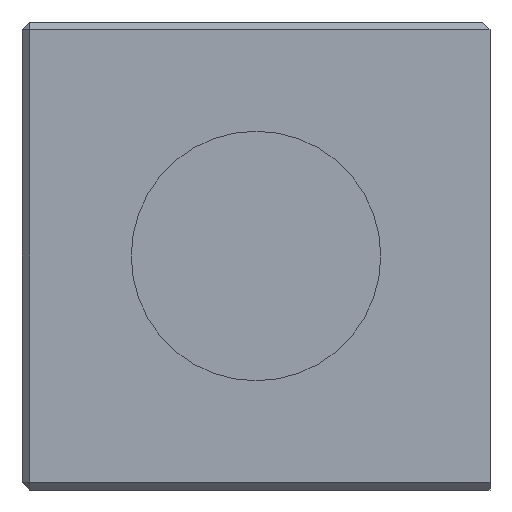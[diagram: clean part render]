
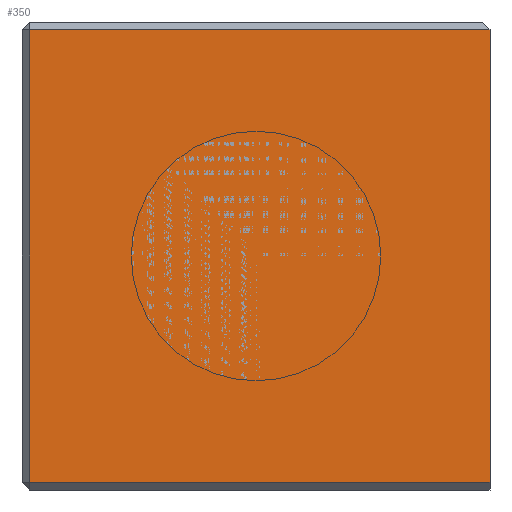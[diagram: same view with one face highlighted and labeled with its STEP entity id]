
A CAD part, front view. The second image highlights one B-rep face of the part: STEP entity #350.
In plain terms, the highlighted planar face has unit normal (0, -1, 0).
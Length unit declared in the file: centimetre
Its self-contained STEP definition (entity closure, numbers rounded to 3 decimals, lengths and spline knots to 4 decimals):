
#42=FACE_OUTER_BOUND('',#67,.T.);
#67=EDGE_LOOP('',(#281,#282,#283,#284));
#86=LINE('',#508,#126);
#92=LINE('',#521,#132);
#94=LINE('',#524,#134);
#117=LINE('',#565,#157);
#126=VECTOR('',#406,1.);
#132=VECTOR('',#416,1.);
#134=VECTOR('',#420,1.);
#157=VECTOR('',#463,1.);
#162=VERTEX_POINT('',#498);
#166=VERTEX_POINT('',#507);
#169=VERTEX_POINT('',#514);
#171=VERTEX_POINT('',#519);
#190=EDGE_CURVE('',#162,#166,#86,.T.);
#196=EDGE_CURVE('',#171,#169,#92,.T.);
#198=EDGE_CURVE('',#169,#162,#94,.T.);
#221=EDGE_CURVE('',#171,#166,#117,.T.);
#281=ORIENTED_EDGE('',*,*,#190,.F.);
#282=ORIENTED_EDGE('',*,*,#198,.F.);
#283=ORIENTED_EDGE('',*,*,#196,.F.);
#284=ORIENTED_EDGE('',*,*,#221,.T.);
#327=PLANE('',#378);
#350=ADVANCED_FACE('',(#42),#327,.F.);
#378=AXIS2_PLACEMENT_3D('',#564,#461,#462);
#406=DIRECTION('',(1.,0.,0.));
#416=DIRECTION('',(-1.,0.,0.));
#420=DIRECTION('',(0.,0.,1.));
#461=DIRECTION('center_axis',(0.,1.,0.));
#462=DIRECTION('ref_axis',(1.,0.,0.));
#463=DIRECTION('',(0.,0.,1.));
#498=CARTESIAN_POINT('',(-0.29,0.,0.29));
#507=CARTESIAN_POINT('',(0.3,0.,0.29));
#508=CARTESIAN_POINT('',(-0.15,0.,0.29));
#514=CARTESIAN_POINT('',(-0.29,0.,-0.29));
#519=CARTESIAN_POINT('',(0.3,0.,-0.29));
#521=CARTESIAN_POINT('',(0.15,0.,-0.29));
#524=CARTESIAN_POINT('',(-0.29,0.,-0.15));
#564=CARTESIAN_POINT('Origin',(0.,0.,0.));
#565=CARTESIAN_POINT('',(0.3,0.,-0.3));
